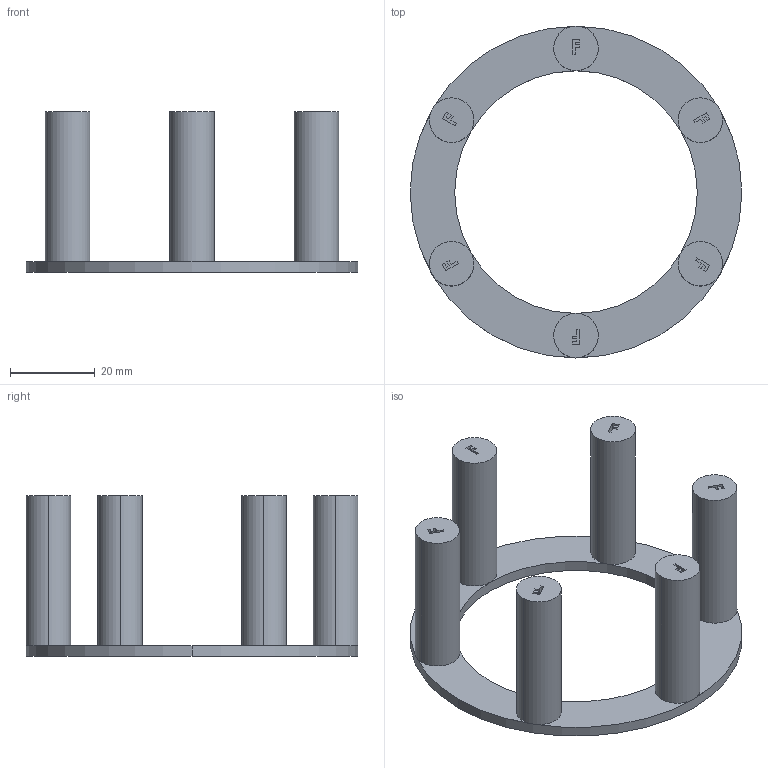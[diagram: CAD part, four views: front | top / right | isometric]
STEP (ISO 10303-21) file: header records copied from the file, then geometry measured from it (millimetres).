
FILE_DESCRIPTION (( 'STEP AP214' ), '1' );
FILE_NAME ('HD_CR_Jig.STEP', '2025-10-08T21:12:25', ( '' ), ( '' ), 'SwSTEP 2.0', 'SolidWorks 2025', '' );
FILE_SCHEMA (( 'AUTOMOTIVE_DESIGN' ));
Length unit declared in the file: inch
Products named in the file (1): HD_CR_Jig
Bounding box: 78.51 x 78.51 x 38.1 mm (x, y, z)
Volume: 24333.2 mm3; surface area: 12856.4 mm2
Topology: 1 solids, 1 shells, 95 faces, 252 edges, 164 vertices
Faces by surface type: plane 79, cylinder 16
Entity records: 2957 total; most frequent: CARTESIAN_POINT 512, ORIENTED_EDGE 504, DIRECTION 500, EDGE_CURVE 252, VECTOR 196, LINE 196, VERTEX_POINT 164, AXIS2_PLACEMENT_3D 152
